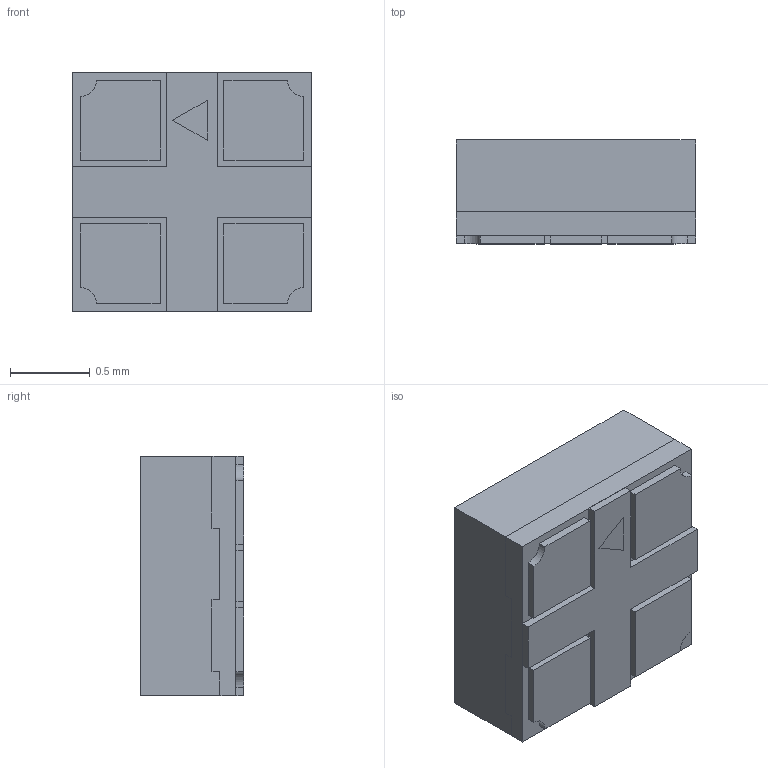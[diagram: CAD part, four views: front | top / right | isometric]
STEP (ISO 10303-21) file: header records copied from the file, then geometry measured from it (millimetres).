
FILE_DESCRIPTION (( 'STEP AP214' ), '1' );
FILE_NAME ('4492.STEP', '2024-02-27T11:03:35', ( '' ), ( '' ), 'SwSTEP 2.0', 'SolidWorks 2021', '' );
FILE_SCHEMA (( 'AUTOMOTIVE_DESIGN' ));
Length unit declared in the file: millimetre
Products named in the file (1): 4492
Bounding box: 1.5 x 0.65 x 1.5 mm (x, y, z)
Volume: 1.4 mm3; surface area: 17.4 mm2
Topology: 7 solids, 7 shells, 68 faces, 163 edges, 110 vertices
Faces by surface type: plane 64, cylinder 4
Entity records: 2057 total; most frequent: CARTESIAN_POINT 342, ORIENTED_EDGE 326, DIRECTION 309, EDGE_CURVE 163, VECTOR 155, LINE 155, VERTEX_POINT 110, AXIS2_PLACEMENT_3D 77
